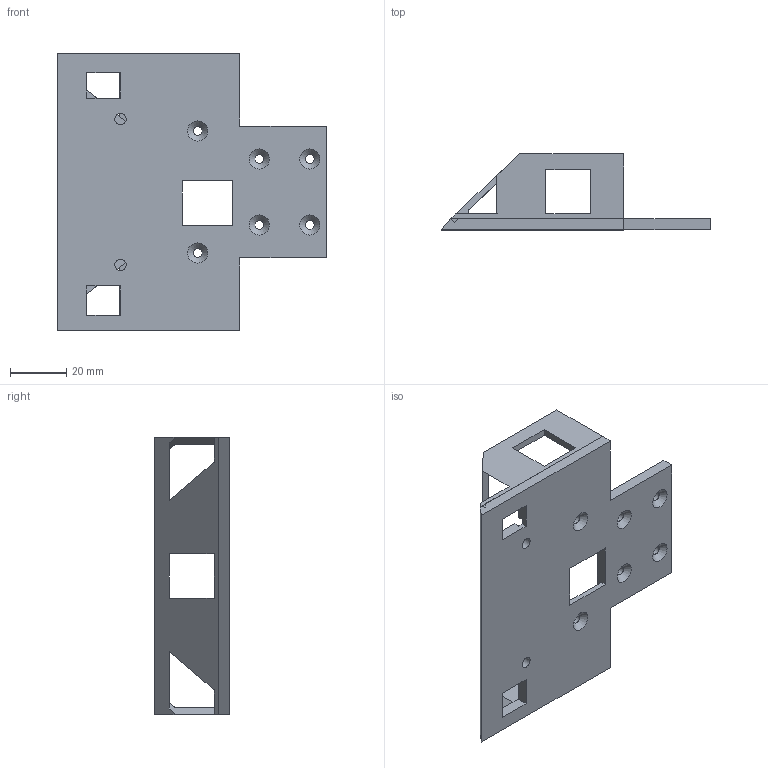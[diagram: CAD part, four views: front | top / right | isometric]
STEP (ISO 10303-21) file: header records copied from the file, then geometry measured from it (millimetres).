
FILE_DESCRIPTION(/* description */ (''),/* implementation_level */ '2;1');
FILE_NAME(/* name */ 'Model_mini_sumo.stp',/* time_stamp */ '2025-01-16T12:04:45+03:00',/* author */ ('1'),/* organization */ (''),/* preprocessor_version */ 'ST-DEVELOPER v18',/* originating_system */ 'Autodesk Inventor 2020',/* authorisation */ '');
FILE_SCHEMA (('AUTOMOTIVE_DESIGN { 1 0 10303 214 3 1 1 }'));
Length unit declared in the file: millimetre
Products named in the file (1): Model_mini_sumo_kseniia
Bounding box: 96 x 27 x 99 mm (x, y, z)
Volume: 29707.4 mm3; surface area: 26900.4 mm2
Topology: 2 solids, 2 shells, 99 faces, 287 edges, 190 vertices
Faces by surface type: plane 81, cylinder 12, cone 6
Full cylindrical faces by diameter (mm): 3.2 x6, 4 x2, 6 x2
Entity records: 3324 total; most frequent: CARTESIAN_POINT 576, ORIENTED_EDGE 572, DIRECTION 516, EDGE_CURVE 286, LINE 256, VECTOR 256, VERTEX_POINT 188, AXIS2_PLACEMENT_3D 130
